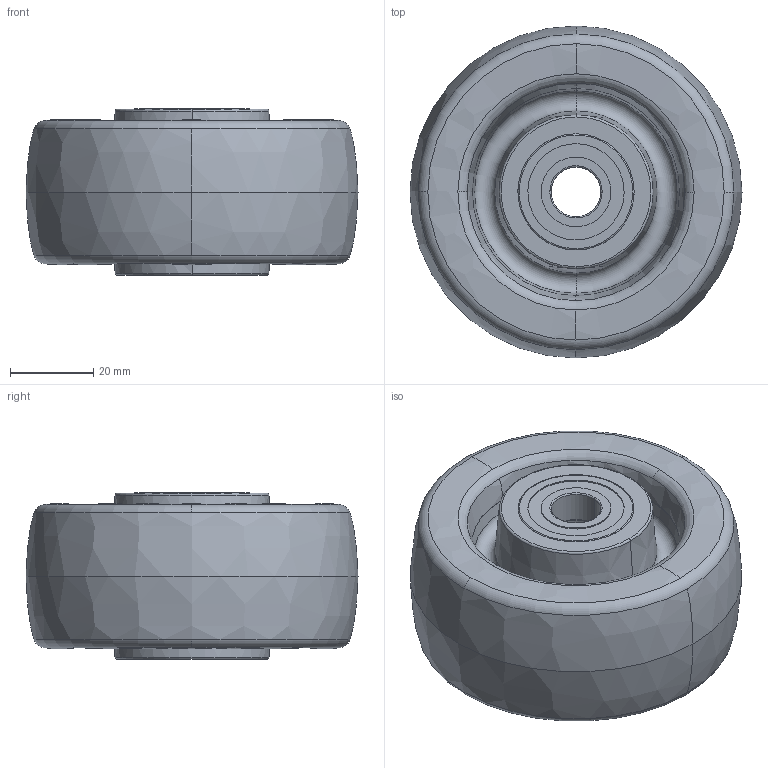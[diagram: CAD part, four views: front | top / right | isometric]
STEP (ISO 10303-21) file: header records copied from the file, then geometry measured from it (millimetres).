
FILE_DESCRIPTION (( 'STEP AP214' ), '1' );
FILE_NAME ('0014362.step', '2020-11-04T11:54:24', ( '' ), ( '' ), 'SwSTEP 2.0', 'SolidWorks 2018', '' );
FILE_SCHEMA (( 'AUTOMOTIVE_DESIGN' ));
Length unit declared in the file: millimetre
Products named in the file (1): 0014362
Bounding box: 80 x 80 x 40.1 mm (x, y, z)
Volume: 141432.6 mm3; surface area: 38394.6 mm2
Topology: 12 solids, 18 shells, 249 faces, 581 edges, 368 vertices
Faces by surface type: torus 100, cylinder 57, plane 36, cone 32, bspline 24
Entity records: 10429 total; most frequent: CARTESIAN_POINT 2857, DIRECTION 1175, ORIENTED_EDGE 1162, EDGE_CURVE 581, AXIS2_PLACEMENT_3D 550, VERTEX_POINT 368, CIRCLE 324, EDGE_LOOP 273
